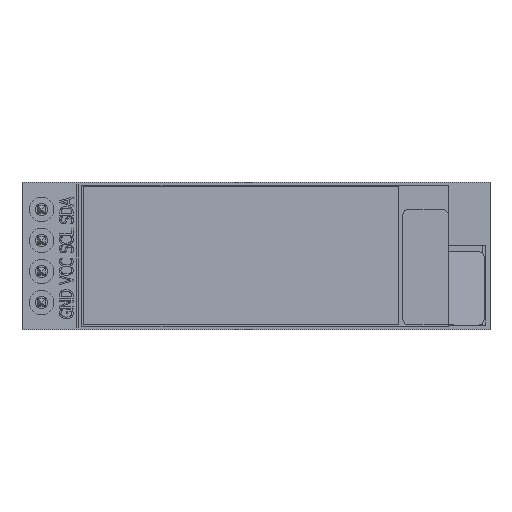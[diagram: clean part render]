
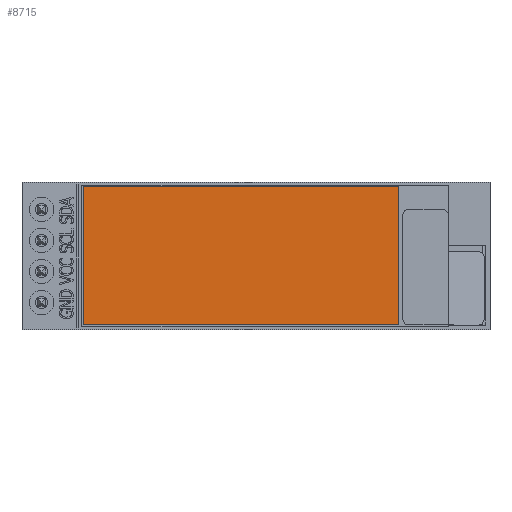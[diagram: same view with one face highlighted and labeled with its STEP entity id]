
A CAD part, top view. The second image highlights one B-rep face of the part: STEP entity #8715.
In plain terms, the highlighted planar face has unit normal (0, 0, 1).
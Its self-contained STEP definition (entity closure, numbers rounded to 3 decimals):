
#186 = LINE ( 'NONE', #2725, #8433 ) ;
#245 = LINE ( 'NONE', #7430, #16926 ) ;
#420 = EDGE_CURVE ( 'NONE', #2165, #786, #186, .T. ) ;
#786 = VERTEX_POINT ( 'NONE', #6393 ) ;
#989 = EDGE_CURVE ( 'NONE', #9118, #2165, #8520, .T. ) ;
#2165 = VERTEX_POINT ( 'NONE', #9945 ) ;
#2725 = CARTESIAN_POINT ( 'NONE',  ( 11.7, -5.65, 2.51 ) ) ;
#2896 = VERTEX_POINT ( 'NONE', #12801 ) ;
#3215 = CARTESIAN_POINT ( 'NONE',  ( -14.1, -5.65, 2.51 ) ) ;
#4545 = ORIENTED_EDGE ( 'NONE', *, *, #13255, .T. ) ;
#4978 = ORIENTED_EDGE ( 'NONE', *, *, #989, .T. ) ;
#5018 = ORIENTED_EDGE ( 'NONE', *, *, #13952, .T. ) ;
#6250 = PLANE ( 'NONE',  #10117 ) ;
#6393 = CARTESIAN_POINT ( 'NONE',  ( 11.7, -5.65, 2.51 ) ) ;
#6460 = VECTOR ( 'NONE', #9931, 1000. ) ;
#6525 = CARTESIAN_POINT ( 'NONE',  ( -1.2, 0., 2.51 ) ) ;
#7430 = CARTESIAN_POINT ( 'NONE',  ( -14.1, 5.65, 2.51 ) ) ;
#8012 = DIRECTION ( 'NONE',  ( 1., 0., 0. ) ) ;
#8433 = VECTOR ( 'NONE', #15703, 1000. ) ;
#8520 = LINE ( 'NONE', #3215, #8871 ) ;
#8715 = ADVANCED_FACE ( 'NONE', ( #17573 ), #6250, .T. ) ;
#8871 = VECTOR ( 'NONE', #13219, 1000. ) ;
#9106 = ORIENTED_EDGE ( 'NONE', *, *, #420, .T. ) ;
#9118 = VERTEX_POINT ( 'NONE', #9207 ) ;
#9207 = CARTESIAN_POINT ( 'NONE',  ( -14.1, 5.65, 2.51 ) ) ;
#9845 = LINE ( 'NONE', #16788, #6460 ) ;
#9931 = DIRECTION ( 'NONE',  ( 0., 1., 0. ) ) ;
#9945 = CARTESIAN_POINT ( 'NONE',  ( -14.1, -5.65, 2.51 ) ) ;
#10117 = AXIS2_PLACEMENT_3D ( 'NONE', #6525, #13821, #8012 ) ;
#10412 = DIRECTION ( 'NONE',  ( -1., 0., 0. ) ) ;
#12801 = CARTESIAN_POINT ( 'NONE',  ( 11.7, 5.65, 2.51 ) ) ;
#13219 = DIRECTION ( 'NONE',  ( 0., -1., 0. ) ) ;
#13255 = EDGE_CURVE ( 'NONE', #786, #2896, #9845, .T. ) ;
#13821 = DIRECTION ( 'NONE',  ( 0., 0., 1. ) ) ;
#13952 = EDGE_CURVE ( 'NONE', #2896, #9118, #245, .T. ) ;
#15703 = DIRECTION ( 'NONE',  ( 1., 0., 0. ) ) ;
#16304 = EDGE_LOOP ( 'NONE', ( #5018, #4978, #9106, #4545 ) ) ;
#16788 = CARTESIAN_POINT ( 'NONE',  ( 11.7, 5.65, 2.51 ) ) ;
#16926 = VECTOR ( 'NONE', #10412, 1000. ) ;
#17573 = FACE_OUTER_BOUND ( 'NONE', #16304, .T. ) ;
